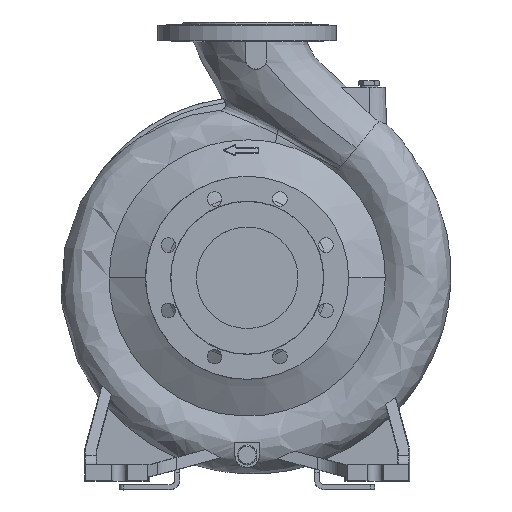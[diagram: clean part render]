
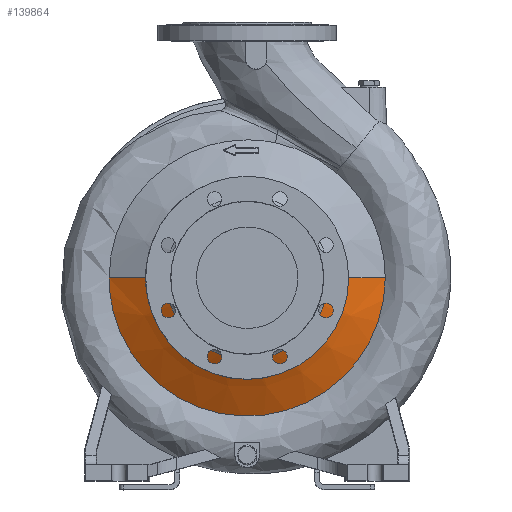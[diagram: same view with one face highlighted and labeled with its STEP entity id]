
A CAD part, top view. The second image highlights one B-rep face of the part: STEP entity #139864.
In plain terms, the highlighted conical face has half-angle 61.633 degrees and reference radius 170 mm.
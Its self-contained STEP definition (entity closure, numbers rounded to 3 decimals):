
#1326 = CARTESIAN_POINT ( 'NONE',  ( 127.128, -112.907, 454.5 ) ) ;
#2126 = CARTESIAN_POINT ( 'NONE',  ( 97.983, -140.092, 454.5 ) ) ;
#3722 = CARTESIAN_POINT ( 'NONE',  ( 14.553, -169.376, 454.5 ) ) ;
#13557 = CARTESIAN_POINT ( 'NONE',  ( 22.952, -168.488, 454.5 ) ) ;
#15955 = CARTESIAN_POINT ( 'NONE',  ( 170., 0., 454.5 ) ) ;
#19947 = CARTESIAN_POINT ( 'NONE',  ( -169.815, -8.475, 454.5 ) ) ;
#20712 = VERTEX_POINT ( 'NONE', #22432 ) ;
#22432 = CARTESIAN_POINT ( 'NONE',  ( -100.228, 0., 492.175 ) ) ;
#24838 = CARTESIAN_POINT ( 'NONE',  ( 100.228, 0., 492.175 ) ) ;
#25719 = CARTESIAN_POINT ( 'NONE',  ( 131.005, -108.344, 454.5 ) ) ;
#26518 = EDGE_LOOP ( 'NONE', ( #112065, #87236, #94182, #62823 ) ) ;
#26530 = CARTESIAN_POINT ( 'NONE',  ( 125.534, -114.685, 454.5 ) ) ;
#28122 = CARTESIAN_POINT ( 'NONE',  ( 163.286, -50.104, 454.5 ) ) ;
#28928 = CARTESIAN_POINT ( 'NONE',  ( -110.814, -128.953, 454.5 ) ) ;
#29012 = AXIS2_PLACEMENT_3D ( 'NONE', #158103, #46922, #96413 ) ;
#30515 = CARTESIAN_POINT ( 'NONE',  ( -169.969, -4.238, 454.5 ) ) ;
#31328 = VECTOR ( 'NONE', #144410, 1000. ) ;
#32118 = CARTESIAN_POINT ( 'NONE',  ( -169.033, -18.247, 454.5 ) ) ;
#34085 = LINE ( 'NONE', #142851, #59870 ) ;
#37898 = CARTESIAN_POINT ( 'NONE',  ( 25.652, -168.098, 454.5 ) ) ;
#38701 = CARTESIAN_POINT ( 'NONE',  ( 140.534, -96.52, 454.5 ) ) ;
#39245 = EDGE_CURVE ( 'NONE', #20712, #108060, #34085, .T. ) ;
#39508 = CARTESIAN_POINT ( 'NONE',  ( -91.698, -144.322, 454.5 ) ) ;
#40307 = CARTESIAN_POINT ( 'NONE',  ( 131.774, -107.408, 454.5 ) ) ;
#42696 = CARTESIAN_POINT ( 'NONE',  ( -142.239, -95.011, 454.5 ) ) ;
#44310 = CARTESIAN_POINT ( 'NONE',  ( -108.174, -131.146, 454.5 ) ) ;
#45109 = CARTESIAN_POINT ( 'NONE',  ( -115.416, -124.876, 454.5 ) ) ;
#45406 = LINE ( 'NONE', #94913, #31328 ) ;
#46922 = DIRECTION ( 'NONE',  ( 0., 0., -1. ) ) ;
#50091 = CARTESIAN_POINT ( 'NONE',  ( 73.806, -154.421, 454.5 ) ) ;
#50897 = CARTESIAN_POINT ( 'NONE',  ( 14.289, -169.399, 454.5 ) ) ;
#51695 = CARTESIAN_POINT ( 'NONE',  ( 14.421, -169.387, 454.5 ) ) ;
#52494 = CARTESIAN_POINT ( 'NONE',  ( 44.764, -164.655, 454.5 ) ) ;
#53287 = CARTESIAN_POINT ( 'NONE',  ( 14.157, -169.41, 454.5 ) ) ;
#54088 = CARTESIAN_POINT ( 'NONE',  ( -170., 0., 454.5 ) ) ;
#59093 = FACE_OUTER_BOUND ( 'NONE', #26518, .T. ) ;
#59870 = VECTOR ( 'NONE', #155042, 1000. ) ;
#61120 = DIRECTION ( 'NONE',  ( 0., 1., 0. ) ) ;
#62823 = ORIENTED_EDGE ( 'NONE', *, *, #134936, .F. ) ;
#64677 = CARTESIAN_POINT ( 'NONE',  ( 147.952, -85.339, 454.5 ) ) ;
#65479 = CARTESIAN_POINT ( 'NONE',  ( 129.09, -110.645, 454.5 ) ) ;
#66277 = CARTESIAN_POINT ( 'NONE',  ( -106.508, -132.503, 454.5 ) ) ;
#67073 = CARTESIAN_POINT ( 'NONE',  ( -169.692, -10.591, 454.5 ) ) ;
#72002 = CIRCLE ( 'NONE', #97937, 100.228 ) ;
#74449 = CARTESIAN_POINT ( 'NONE',  ( 169.912, -7.176, 454.5 ) ) ;
#76056 = CARTESIAN_POINT ( 'NONE',  ( 110.763, -129.782, 454.5 ) ) ;
#79241 = CARTESIAN_POINT ( 'NONE',  ( -150.08, -82.512, 454.5 ) ) ;
#80042 = CARTESIAN_POINT ( 'NONE',  ( -169.908, -6.357, 454.5 ) ) ;
#81634 = CARTESIAN_POINT ( 'NONE',  ( -107.621, -131.601, 454.5 ) ) ;
#85140 = VERTEX_POINT ( 'NONE', #108351 ) ;
#87236 = ORIENTED_EDGE ( 'NONE', *, *, #160491, .T. ) ;
#89034 = CARTESIAN_POINT ( 'NONE',  ( 123.91, -116.437, 454.5 ) ) ;
#89828 = CARTESIAN_POINT ( 'NONE',  ( 170., -3.588, 454.5 ) ) ;
#90616 = CARTESIAN_POINT ( 'NONE',  ( 169.47, -14.342, 454.5 ) ) ;
#93812 = CARTESIAN_POINT ( 'NONE',  ( -113.402, -126.698, 454.5 ) ) ;
#94182 = ORIENTED_EDGE ( 'NONE', *, *, #39245, .T. ) ;
#94913 = CARTESIAN_POINT ( 'NONE',  ( 170., 0., 454.5 ) ) ;
#96413 = DIRECTION ( 'NONE',  ( -1., 0., 0. ) ) ;
#96844 = CARTESIAN_POINT ( 'NONE',  ( 0., 0., 492.175 ) ) ;
#97937 = AXIS2_PLACEMENT_3D ( 'NONE', #96844, #111413, #61120 ) ;
#98999 = CONICAL_SURFACE ( 'NONE', #29012, 170., 1.076 ) ;
#99590 = CARTESIAN_POINT ( 'NONE',  ( 86.245, -147.833, 454.5 ) ) ;
#100400 = CARTESIAN_POINT ( 'NONE',  ( -40.81, -167.057, 454.5 ) ) ;
#101197 = CARTESIAN_POINT ( 'NONE',  ( -75.363, -154.206, 454.5 ) ) ;
#102003 = CARTESIAN_POINT ( 'NONE',  ( 17.402, -169.129, 454.5 ) ) ;
#102801 = CARTESIAN_POINT ( 'NONE',  ( -4.135, -170.926, 454.5 ) ) ;
#104389 = CARTESIAN_POINT ( 'NONE',  ( -119.341, -121.12, 454.5 ) ) ;
#105196 = CARTESIAN_POINT ( 'NONE',  ( -166.014, -39.561, 454.5 ) ) ;
#105595 = B_SPLINE_CURVE_WITH_KNOTS ( 'NONE', 7,
 ( #15955, #89828, #74449, #139339, #90616, #140124, #149902, #28122, #137738, #124779, #64677, #38701, #150702, #40307, #111784, #25719, #65479, #1326, #26530, #89034, #138537, #76056, #2126, #99590, #50091, #149097, #52494, #114995, #37898, #13557, #112594, #102003, #3722, #51695, #50897, #53287, #102801, #152287, #100400, #125585, #101197, #39508, #66277, #129559, #81634, #44310, #28928, #93812, #45109, #156299, #104389, #143301, #42696, #79241, #142499, #153887, #105196, #155491, #115789, #140923, #32118, #131151, #67073, #19947, #80042, #30515, #117398, #54088 ),
 .UNSPECIFIED., .F., .F.,
 ( 8, 5, 5, 5, 5, 5, 5, 5, 5, 5, 5, 5, 5, 8 ),
 ( 0.148, 0.173, 0.263, 0.267, 0.284, 0.381, 0.4, 0.401, 0.529, 0.534, 0.553, 0.655, 0.667, 0.682 ),
 .UNSPECIFIED. ) ;
#108060 = VERTEX_POINT ( 'NONE', #135684 ) ;
#108351 = CARTESIAN_POINT ( 'NONE',  ( 170., 0., 454.5 ) ) ;
#111413 = DIRECTION ( 'NONE',  ( 0., 0., -1. ) ) ;
#111784 = CARTESIAN_POINT ( 'NONE',  ( 131.39, -107.877, 454.5 ) ) ;
#112065 = ORIENTED_EDGE ( 'NONE', *, *, #138151, .F. ) ;
#112594 = CARTESIAN_POINT ( 'NONE',  ( 20.246, -168.827, 454.5 ) ) ;
#114995 = CARTESIAN_POINT ( 'NONE',  ( 28.345, -167.657, 454.5 ) ) ;
#115789 = CARTESIAN_POINT ( 'NONE',  ( -168.631, -21.67, 454.5 ) ) ;
#117398 = CARTESIAN_POINT ( 'NONE',  ( -170., -2.119, 454.5 ) ) ;
#124779 = CARTESIAN_POINT ( 'NONE',  ( 154.087, -74.061, 454.5 ) ) ;
#125585 = CARTESIAN_POINT ( 'NONE',  ( -58.503, -161.713, 454.5 ) ) ;
#129559 = CARTESIAN_POINT ( 'NONE',  ( -107.065, -132.053, 454.5 ) ) ;
#131151 = CARTESIAN_POINT ( 'NONE',  ( -169.413, -14.423, 454.5 ) ) ;
#134936 = EDGE_CURVE ( 'NONE', #85140, #108060, #105595, .T. ) ;
#135684 = CARTESIAN_POINT ( 'NONE',  ( -170., 0., 454.5 ) ) ;
#137738 = CARTESIAN_POINT ( 'NONE',  ( 159.214, -62.28, 454.5 ) ) ;
#138151 = EDGE_CURVE ( 'NONE', #139084, #85140, #45406, .T. ) ;
#138537 = CARTESIAN_POINT ( 'NONE',  ( 122.258, -118.163, 454.5 ) ) ;
#139084 = VERTEX_POINT ( 'NONE', #24838 ) ;
#139339 = CARTESIAN_POINT ( 'NONE',  ( 169.735, -10.762, 454.5 ) ) ;
#139864 = ADVANCED_FACE ( 'NONE', ( #59093 ), #98999, .T. ) ;
#140124 = CARTESIAN_POINT ( 'NONE',  ( 169.117, -17.914, 454.5 ) ) ;
#140923 = CARTESIAN_POINT ( 'NONE',  ( -168.842, -19.959, 454.5 ) ) ;
#142499 = CARTESIAN_POINT ( 'NONE',  ( -156.632, -69.274, 454.5 ) ) ;
#142851 = CARTESIAN_POINT ( 'NONE',  ( -170., 0., 454.5 ) ) ;
#143301 = CARTESIAN_POINT ( 'NONE',  ( -131.537, -108.778, 454.5 ) ) ;
#144410 = DIRECTION ( 'NONE',  ( 0.88, 0., -0.475 ) ) ;
#149097 = CARTESIAN_POINT ( 'NONE',  ( 60.803, -159.78, 454.5 ) ) ;
#149902 = CARTESIAN_POINT ( 'NONE',  ( 167.108, -34.145, 454.5 ) ) ;
#150702 = CARTESIAN_POINT ( 'NONE',  ( 132.156, -106.937, 454.5 ) ) ;
#152287 = CARTESIAN_POINT ( 'NONE',  ( -22.616, -170.139, 454.5 ) ) ;
#153887 = CARTESIAN_POINT ( 'NONE',  ( -161.814, -55.457, 454.5 ) ) ;
#155042 = DIRECTION ( 'NONE',  ( -0.88, 0., -0.475 ) ) ;
#155491 = CARTESIAN_POINT ( 'NONE',  ( -168.4, -23.377, 454.5 ) ) ;
#156299 = CARTESIAN_POINT ( 'NONE',  ( -117.396, -123.016, 454.5 ) ) ;
#158103 = CARTESIAN_POINT ( 'NONE',  ( 0., 0., 454.5 ) ) ;
#160491 = EDGE_CURVE ( 'NONE', #139084, #20712, #72002, .T. ) ;
